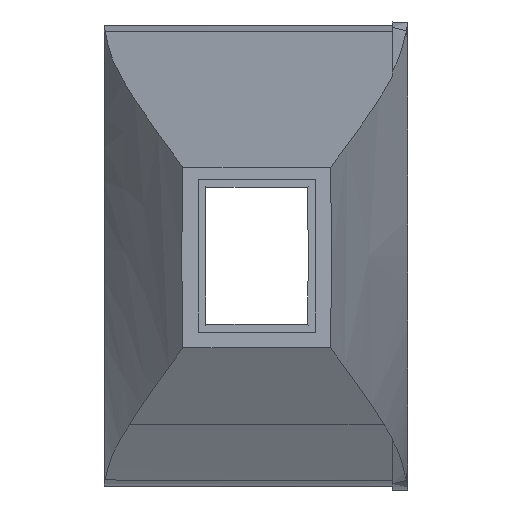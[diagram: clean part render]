
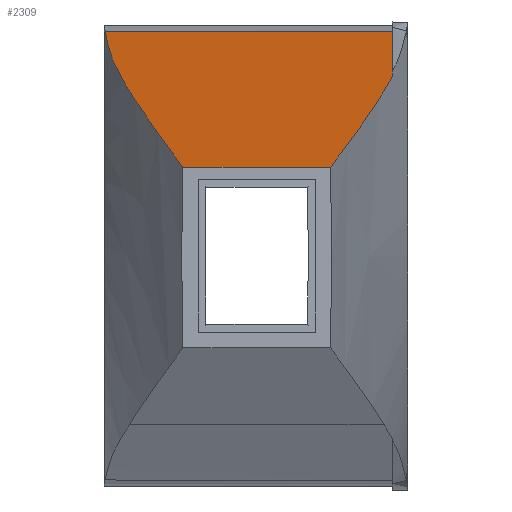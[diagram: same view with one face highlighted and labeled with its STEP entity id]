
A CAD part, left-side view. The second image highlights one B-rep face of the part: STEP entity #2309.
In plain terms, the highlighted planar face has unit normal (-0.228, 0, 0.974).
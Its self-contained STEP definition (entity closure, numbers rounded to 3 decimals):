
#2 = B_SPLINE_CURVE_WITH_KNOTS ( 'NONE', 3,
 ( #4685, #3280, #1340, #1759, #2906, #3585, #3613, #3255, #657, #2879, #2540, #4793, #4368, #4394, #2514, #4005, #681, #3664, #1932, #72 ),
 .UNSPECIFIED., .F., .F.,
 ( 4, 2, 2, 2, 2, 2, 2, 2, 2, 4 ),
 ( 0., 0.01, 0.02, 0.029, 0.039, 0.059, 0.078, 0.098, 0.118, 0.157 ),
 .UNSPECIFIED. ) ;
#72 = CARTESIAN_POINT ( 'NONE',  ( -165., 54.556, 23. ) ) ;
#114 = CARTESIAN_POINT ( 'NONE',  ( -13.675, 152., 58.421 ) ) ;
#166 = VECTOR ( 'NONE', #2732, 1000. ) ;
#266 = CARTESIAN_POINT ( 'NONE',  ( -63.879, 0., 46.669 ) ) ;
#279 = B_SPLINE_CURVE_WITH_KNOTS ( 'NONE', 3,
 ( #2055, #4291, #3540, #505, #4636, #2435, #2006, #3518, #3125, #4611 ),
 .UNSPECIFIED., .F., .F.,
 ( 4, 2, 2, 2, 4 ),
 ( 0.102, 0.128, 0.154, 0.181, 0.207 ),
 .UNSPECIFIED. ) ;
#316 = DIRECTION ( 'NONE',  ( -0.974, 0., -0.228 ) ) ;
#357 = CARTESIAN_POINT ( 'NONE',  ( -165., 16.092, 23. ) ) ;
#505 = CARTESIAN_POINT ( 'NONE',  ( -131.359, 10.26, 30.874 ) ) ;
#606 = VERTEX_POINT ( 'NONE', #357 ) ;
#657 = CARTESIAN_POINT ( 'NONE',  ( -48.618, 72.479, 50.242 ) ) ;
#681 = CARTESIAN_POINT ( 'NONE',  ( -121.063, 62.021, 33.284 ) ) ;
#818 = ORIENTED_EDGE ( 'NONE', *, *, #1790, .F. ) ;
#847 = LINE ( 'NONE', #114, #2299 ) ;
#977 = PLANE ( 'NONE',  #1574 ) ;
#1106 = EDGE_CURVE ( 'NONE', #2195, #2422, #2, .T. ) ;
#1246 = CARTESIAN_POINT ( 'NONE',  ( -165., 54.556, 23. ) ) ;
#1340 = CARTESIAN_POINT ( 'NONE',  ( -20.044, 74.408, 56.93 ) ) ;
#1574 = AXIS2_PLACEMENT_3D ( 'NONE', #2909, #2857, #316 ) ;
#1710 = EDGE_LOOP ( 'NONE', ( #4742, #1802, #3859, #4048, #818 ) ) ;
#1759 = CARTESIAN_POINT ( 'NONE',  ( -26.405, 74.192, 55.441 ) ) ;
#1786 = CARTESIAN_POINT ( 'NONE',  ( -13.656, 74.752, 58.335 ) ) ;
#1790 = EDGE_CURVE ( 'NONE', #2195, #4835, #847, .T. ) ;
#1802 = ORIENTED_EDGE ( 'NONE', *, *, #2892, .T. ) ;
#1932 = CARTESIAN_POINT ( 'NONE',  ( -152.452, 56.729, 25.937 ) ) ;
#2006 = CARTESIAN_POINT ( 'NONE',  ( -97.672, 4.752, 38.759 ) ) ;
#2055 = CARTESIAN_POINT ( 'NONE',  ( -165., 16.092, 23. ) ) ;
#2195 = VERTEX_POINT ( 'NONE', #1786 ) ;
#2299 = VECTOR ( 'NONE', #4629, 1000. ) ;
#2309 = ADVANCED_FACE ( 'NONE', ( #3258 ), #977, .F. ) ;
#2329 = DIRECTION ( 'NONE',  ( 0., -1., 0. ) ) ;
#2390 = LINE ( 'NONE', #2412, #166 ) ;
#2412 = CARTESIAN_POINT ( 'NONE',  ( -165., 0., 23. ) ) ;
#2422 = VERTEX_POINT ( 'NONE', #1246 ) ;
#2435 = CARTESIAN_POINT ( 'NONE',  ( -106.1, 6.089, 36.787 ) ) ;
#2514 = CARTESIAN_POINT ( 'NONE',  ( -102.212, 65.08, 37.697 ) ) ;
#2540 = CARTESIAN_POINT ( 'NONE',  ( -64.429, 70.631, 46.541 ) ) ;
#2615 = VECTOR ( 'NONE', #2329, 1000. ) ;
#2732 = DIRECTION ( 'NONE',  ( 0.974, 0., 0.228 ) ) ;
#2857 = DIRECTION ( 'NONE',  ( 0.228, 0., -0.974 ) ) ;
#2879 = CARTESIAN_POINT ( 'NONE',  ( -58.114, 71.434, 48.019 ) ) ;
#2892 = EDGE_CURVE ( 'NONE', #2422, #606, #3021, .T. ) ;
#2906 = CARTESIAN_POINT ( 'NONE',  ( -29.582, 74.031, 54.697 ) ) ;
#2909 = CARTESIAN_POINT ( 'NONE',  ( -165., 152., 23. ) ) ;
#3021 = LINE ( 'NONE', #3778, #2615 ) ;
#3125 = CARTESIAN_POINT ( 'NONE',  ( -72.348, 1.043, 44.687 ) ) ;
#3255 = CARTESIAN_POINT ( 'NONE',  ( -45.448, 72.8, 50.984 ) ) ;
#3258 = FACE_OUTER_BOUND ( 'NONE', #1710, .T. ) ;
#3280 = CARTESIAN_POINT ( 'NONE',  ( -16.861, 74.463, 57.675 ) ) ;
#3381 = VERTEX_POINT ( 'NONE', #266 ) ;
#3518 = CARTESIAN_POINT ( 'NONE',  ( -80.796, 2.23, 42.71 ) ) ;
#3540 = CARTESIAN_POINT ( 'NONE',  ( -148.184, 13.144, 26.936 ) ) ;
#3585 = CARTESIAN_POINT ( 'NONE',  ( -35.933, 73.621, 53.211 ) ) ;
#3613 = CARTESIAN_POINT ( 'NONE',  ( -39.106, 73.371, 52.468 ) ) ;
#3664 = CARTESIAN_POINT ( 'NONE',  ( -139.901, 58.878, 28.875 ) ) ;
#3766 = CARTESIAN_POINT ( 'NONE',  ( -13.675, 0., 58.421 ) ) ;
#3778 = CARTESIAN_POINT ( 'NONE',  ( -165., 152., 23. ) ) ;
#3859 = ORIENTED_EDGE ( 'NONE', *, *, #4302, .T. ) ;
#4005 = CARTESIAN_POINT ( 'NONE',  ( -114.782, 63.055, 34.755 ) ) ;
#4048 = ORIENTED_EDGE ( 'NONE', *, *, #4092, .T. ) ;
#4092 = EDGE_CURVE ( 'NONE', #3381, #4835, #2390, .T. ) ;
#4291 = CARTESIAN_POINT ( 'NONE',  ( -156.593, 14.61, 24.968 ) ) ;
#4302 = EDGE_CURVE ( 'NONE', #606, #3381, #279, .T. ) ;
#4368 = CARTESIAN_POINT ( 'NONE',  ( -83.34, 67.985, 42.114 ) ) ;
#4394 = CARTESIAN_POINT ( 'NONE',  ( -95.925, 66.071, 39.168 ) ) ;
#4611 = CARTESIAN_POINT ( 'NONE',  ( -63.879, 0., 46.669 ) ) ;
#4629 = DIRECTION ( 'NONE',  ( 0., -1., 0. ) ) ;
#4636 = CARTESIAN_POINT ( 'NONE',  ( -122.943, 8.842, 32.844 ) ) ;
#4685 = CARTESIAN_POINT ( 'NONE',  ( -13.675, 74.463, 58.421 ) ) ;
#4742 = ORIENTED_EDGE ( 'NONE', *, *, #1106, .T. ) ;
#4793 = CARTESIAN_POINT ( 'NONE',  ( -77.042, 68.907, 43.588 ) ) ;
#4835 = VERTEX_POINT ( 'NONE', #3766 ) ;
